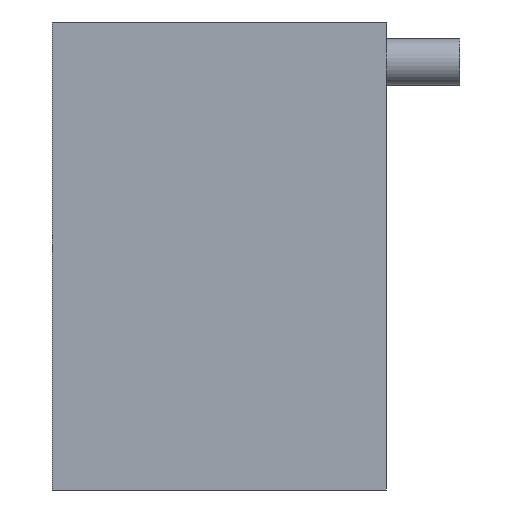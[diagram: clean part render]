
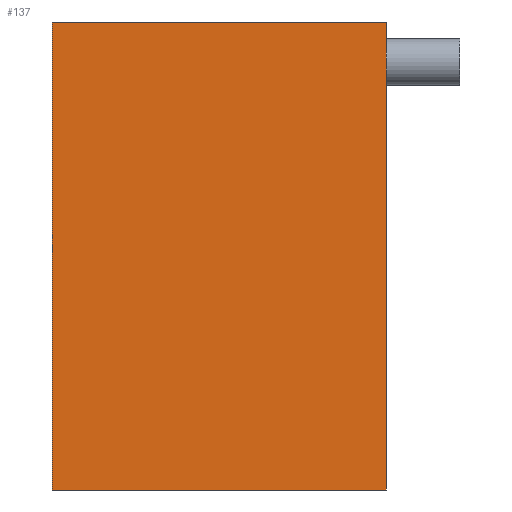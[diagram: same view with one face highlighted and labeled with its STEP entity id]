
A CAD part, front view. The second image highlights one B-rep face of the part: STEP entity #137.
In plain terms, the highlighted planar face has unit normal (0, -1, 0).
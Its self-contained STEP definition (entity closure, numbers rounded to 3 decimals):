
#18=PLANE('',#169);
#26=FACE_OUTER_BOUND('',#35,.T.);
#35=EDGE_LOOP('',(#113,#114,#115,#116));
#44=LINE('',#233,#57);
#45=LINE('',#236,#58);
#46=LINE('',#238,#59);
#47=LINE('',#239,#60);
#57=VECTOR('',#194,10.);
#58=VECTOR('',#197,10.);
#59=VECTOR('',#198,10.);
#60=VECTOR('',#199,10.);
#74=VERTEX_POINT('',#226);
#77=VERTEX_POINT('',#231);
#78=VERTEX_POINT('',#235);
#79=VERTEX_POINT('',#237);
#90=EDGE_CURVE('',#74,#77,#44,.T.);
#91=EDGE_CURVE('',#78,#74,#45,.T.);
#92=EDGE_CURVE('',#79,#77,#46,.T.);
#93=EDGE_CURVE('',#78,#79,#47,.T.);
#113=ORIENTED_EDGE('',*,*,#91,.T.);
#114=ORIENTED_EDGE('',*,*,#90,.T.);
#115=ORIENTED_EDGE('',*,*,#92,.F.);
#116=ORIENTED_EDGE('',*,*,#93,.F.);
#137=ADVANCED_FACE('',(#26),#18,.T.);
#169=AXIS2_PLACEMENT_3D('',#234,#195,#196);
#194=DIRECTION('',(0.,0.,1.));
#195=DIRECTION('center_axis',(0.,-1.,0.));
#196=DIRECTION('ref_axis',(1.,0.,0.));
#197=DIRECTION('',(1.,0.,0.));
#198=DIRECTION('',(1.,0.,0.));
#199=DIRECTION('',(0.,0.,1.));
#226=CARTESIAN_POINT('',(250.,-75.,0.));
#231=CARTESIAN_POINT('',(250.,-75.,700.));
#233=CARTESIAN_POINT('',(250.,-75.,0.));
#234=CARTESIAN_POINT('Origin',(-250.,-75.,0.));
#235=CARTESIAN_POINT('',(-250.,-75.,0.));
#236=CARTESIAN_POINT('',(-250.,-75.,0.));
#237=CARTESIAN_POINT('',(-250.,-75.,700.));
#238=CARTESIAN_POINT('',(-250.,-75.,700.));
#239=CARTESIAN_POINT('',(-250.,-75.,0.));
